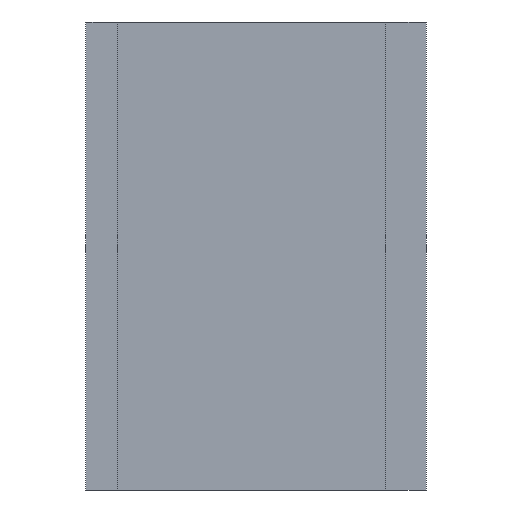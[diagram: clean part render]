
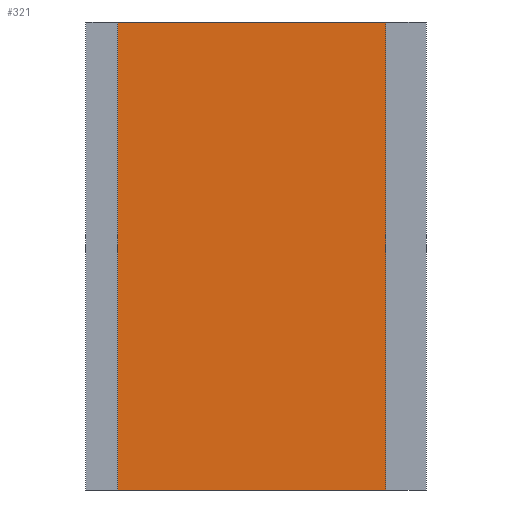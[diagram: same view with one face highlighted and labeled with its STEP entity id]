
A CAD part, front view. The second image highlights one B-rep face of the part: STEP entity #321.
In plain terms, the highlighted planar face has unit normal (0, -1, 0).
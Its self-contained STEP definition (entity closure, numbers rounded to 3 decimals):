
#7 = VECTOR ( 'NONE', #544, 1000. ) ;
#13 = EDGE_CURVE ( 'NONE', #81, #593, #376, .T. ) ;
#51 = ORIENTED_EDGE ( 'NONE', *, *, #58, .F. ) ;
#58 = EDGE_CURVE ( 'NONE', #81, #528, #103, .T. ) ;
#59 = DIRECTION ( 'NONE',  ( 0., 1., 0. ) ) ;
#81 = VERTEX_POINT ( 'NONE', #432 ) ;
#103 = LINE ( 'NONE', #490, #155 ) ;
#125 = VECTOR ( 'NONE', #639, 1000. ) ;
#132 = CARTESIAN_POINT ( 'NONE',  ( 3.5, 3.85, 0. ) ) ;
#155 = VECTOR ( 'NONE', #271, 1000. ) ;
#230 = DIRECTION ( 'NONE',  ( 0., 0., -1. ) ) ;
#232 = CARTESIAN_POINT ( 'NONE',  ( 3.5, 3.85, 55. ) ) ;
#238 = LINE ( 'NONE', #283, #459 ) ;
#271 = DIRECTION ( 'NONE',  ( 1., 0., 0. ) ) ;
#283 = CARTESIAN_POINT ( 'NONE',  ( 37.5, 3.85, 55. ) ) ;
#321 = ADVANCED_FACE ( 'NONE', ( #556 ), #340, .F. ) ;
#324 = CARTESIAN_POINT ( 'NONE',  ( 3.5, 3.85, 55. ) ) ;
#333 = ORIENTED_EDGE ( 'NONE', *, *, #13, .T. ) ;
#340 = PLANE ( 'NONE',  #441 ) ;
#349 = CARTESIAN_POINT ( 'NONE',  ( 37.5, 3.85, 0. ) ) ;
#376 = LINE ( 'NONE', #324, #7 ) ;
#395 = DIRECTION ( 'NONE',  ( -1., 0., 0. ) ) ;
#415 = CARTESIAN_POINT ( 'NONE',  ( 3.5, 3.85, 0. ) ) ;
#427 = EDGE_CURVE ( 'NONE', #528, #640, #238, .T. ) ;
#432 = CARTESIAN_POINT ( 'NONE',  ( 3.5, 3.85, 55. ) ) ;
#441 = AXIS2_PLACEMENT_3D ( 'NONE', #232, #59, #395 ) ;
#459 = VECTOR ( 'NONE', #230, 1000. ) ;
#478 = ORIENTED_EDGE ( 'NONE', *, *, #694, .T. ) ;
#481 = EDGE_LOOP ( 'NONE', ( #478, #656, #51, #333 ) ) ;
#490 = CARTESIAN_POINT ( 'NONE',  ( 3.5, 3.85, 55. ) ) ;
#526 = LINE ( 'NONE', #415, #125 ) ;
#528 = VERTEX_POINT ( 'NONE', #570 ) ;
#544 = DIRECTION ( 'NONE',  ( 0., 0., -1. ) ) ;
#556 = FACE_OUTER_BOUND ( 'NONE', #481, .T. ) ;
#570 = CARTESIAN_POINT ( 'NONE',  ( 37.5, 3.85, 55. ) ) ;
#593 = VERTEX_POINT ( 'NONE', #132 ) ;
#639 = DIRECTION ( 'NONE',  ( 1., 0., 0. ) ) ;
#640 = VERTEX_POINT ( 'NONE', #349 ) ;
#656 = ORIENTED_EDGE ( 'NONE', *, *, #427, .F. ) ;
#694 = EDGE_CURVE ( 'NONE', #593, #640, #526, .T. ) ;
